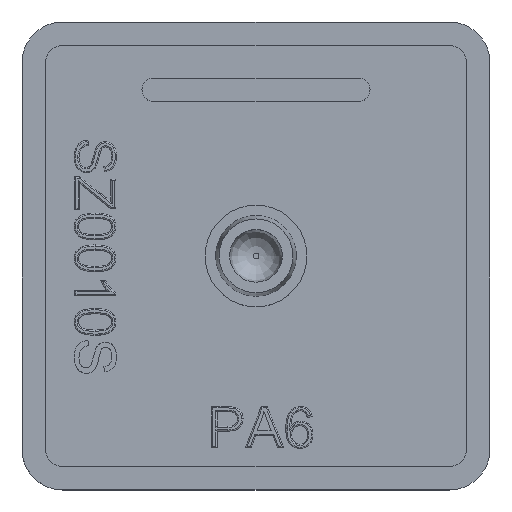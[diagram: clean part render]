
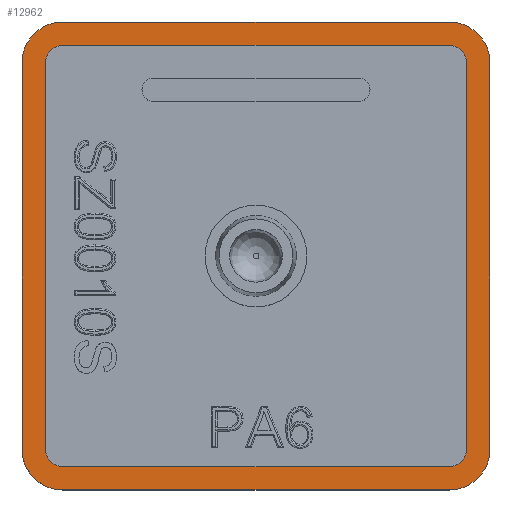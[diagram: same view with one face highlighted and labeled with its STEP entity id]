
A CAD part, top view. The second image highlights one B-rep face of the part: STEP entity #12962.
In plain terms, the highlighted planar face has unit normal (0, 0, 1).
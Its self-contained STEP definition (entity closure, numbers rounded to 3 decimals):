
#12322=CARTESIAN_POINT('',(-18.0,16.5,0.0));
#12323=VERTEX_POINT('',#12322);
#12330=CARTESIAN_POINT('',(-18.0,-16.5,0.0));
#12331=VERTEX_POINT('',#12330);
#12332=CARTESIAN_POINT('',(-18.0,-16.5,0.0));
#12333=DIRECTION('',(0.0,1.0,0.0));
#12334=VECTOR('',#12333,33.);
#12335=LINE('',#12332,#12334);
#12336=EDGE_CURVE('',#12331,#12323,#12335,.T.);
#12354=CARTESIAN_POINT('',(-16.5,-18.0,0.0));
#12355=VERTEX_POINT('',#12354);
#12356=CARTESIAN_POINT('',(-16.5,-16.5,0.0));
#12357=DIRECTION('',(0.0,0.0,-1.0));
#12358=DIRECTION('',(1.0,0.0,0.0));
#12359=AXIS2_PLACEMENT_3D('',#12356,#12357,#12358);
#12360=CIRCLE('',#12359,1.5);
#12361=EDGE_CURVE('',#12355,#12331,#12360,.T.);
#12379=CARTESIAN_POINT('',(16.5,-18.0,0.0));
#12380=VERTEX_POINT('',#12379);
#12381=CARTESIAN_POINT('',(16.5,-18.0,0.0));
#12382=DIRECTION('',(-1.0,0.0,0.0));
#12383=VECTOR('',#12382,33.);
#12384=LINE('',#12381,#12383);
#12385=EDGE_CURVE('',#12380,#12355,#12384,.T.);
#12403=CARTESIAN_POINT('',(18.0,-16.5,0.0));
#12404=VERTEX_POINT('',#12403);
#12405=CARTESIAN_POINT('',(16.5,-16.5,0.0));
#12406=DIRECTION('',(0.0,0.0,-1.0));
#12407=DIRECTION('',(0.0,1.0,0.0));
#12408=AXIS2_PLACEMENT_3D('',#12405,#12406,#12407);
#12409=CIRCLE('',#12408,1.5);
#12410=EDGE_CURVE('',#12404,#12380,#12409,.T.);
#12428=CARTESIAN_POINT('',(18.0,16.5,0.0));
#12429=VERTEX_POINT('',#12428);
#12430=CARTESIAN_POINT('',(18.0,16.5,0.0));
#12431=DIRECTION('',(0.0,-1.0,0.0));
#12432=VECTOR('',#12431,33.);
#12433=LINE('',#12430,#12432);
#12434=EDGE_CURVE('',#12429,#12404,#12433,.T.);
#12452=CARTESIAN_POINT('',(16.5,18.0,0.0));
#12453=VERTEX_POINT('',#12452);
#12454=CARTESIAN_POINT('',(16.5,16.5,0.0));
#12455=DIRECTION('',(0.0,0.0,-1.0));
#12456=DIRECTION('',(-1.0,0.0,0.0));
#12457=AXIS2_PLACEMENT_3D('',#12454,#12455,#12456);
#12458=CIRCLE('',#12457,1.5);
#12459=EDGE_CURVE('',#12453,#12429,#12458,.T.);
#12477=CARTESIAN_POINT('',(-16.5,18.0,0.0));
#12478=VERTEX_POINT('',#12477);
#12479=CARTESIAN_POINT('',(-16.5,18.0,0.0));
#12480=DIRECTION('',(1.0,0.0,0.0));
#12481=VECTOR('',#12480,33.);
#12482=LINE('',#12479,#12481);
#12483=EDGE_CURVE('',#12478,#12453,#12482,.T.);
#12501=CARTESIAN_POINT('',(-16.5,16.5,0.0));
#12502=DIRECTION('',(0.0,0.0,-1.0));
#12503=DIRECTION('',(0.0,-1.0,0.0));
#12504=AXIS2_PLACEMENT_3D('',#12501,#12502,#12503);
#12505=CIRCLE('',#12504,1.5);
#12506=EDGE_CURVE('',#12323,#12478,#12505,.T.);
#12759=CARTESIAN_POINT('',(-16.5,-20.0,0.0));
#12760=VERTEX_POINT('',#12759);
#12767=CARTESIAN_POINT('',(-20.,-16.5,0.0));
#12768=VERTEX_POINT('',#12767);
#12769=CARTESIAN_POINT('',(-16.5,-16.5,0.0));
#12770=DIRECTION('',(0.0,0.0,-1.0));
#12771=DIRECTION('',(-0.707,-0.707,0.0));
#12772=AXIS2_PLACEMENT_3D('',#12769,#12770,#12771);
#12773=CIRCLE('',#12772,3.5);
#12774=EDGE_CURVE('',#12760,#12768,#12773,.T.);
#12791=CARTESIAN_POINT('',(16.5,-20.0,0.0));
#12792=VERTEX_POINT('',#12791);
#12799=CARTESIAN_POINT('',(16.5,-20.0,0.0));
#12800=DIRECTION('',(-1.0,0.0,0.0));
#12801=VECTOR('',#12800,33.);
#12802=LINE('',#12799,#12801);
#12803=EDGE_CURVE('',#12792,#12760,#12802,.T.);
#12815=CARTESIAN_POINT('',(20.,-16.5,0.0));
#12816=VERTEX_POINT('',#12815);
#12823=CARTESIAN_POINT('',(16.5,-16.5,0.0));
#12824=DIRECTION('',(0.0,0.0,-1.0));
#12825=DIRECTION('',(0.707,-0.707,0.0));
#12826=AXIS2_PLACEMENT_3D('',#12823,#12824,#12825);
#12827=CIRCLE('',#12826,3.5);
#12828=EDGE_CURVE('',#12816,#12792,#12827,.T.);
#12840=CARTESIAN_POINT('',(20.,16.5,0.0));
#12841=VERTEX_POINT('',#12840);
#12848=CARTESIAN_POINT('',(20.,16.5,0.0));
#12849=DIRECTION('',(0.0,-1.0,0.0));
#12850=VECTOR('',#12849,33.0);
#12851=LINE('',#12848,#12850);
#12852=EDGE_CURVE('',#12841,#12816,#12851,.T.);
#12876=CARTESIAN_POINT('',(-20.,16.5,0.0));
#12877=VERTEX_POINT('',#12876);
#12884=CARTESIAN_POINT('',(-16.5,20.0,0.0));
#12885=VERTEX_POINT('',#12884);
#12886=CARTESIAN_POINT('',(-16.5,16.5,0.0));
#12887=DIRECTION('',(0.0,0.0,-1.0));
#12888=DIRECTION('',(-0.707,0.707,0.0));
#12889=AXIS2_PLACEMENT_3D('',#12886,#12887,#12888);
#12890=CIRCLE('',#12889,3.5);
#12891=EDGE_CURVE('',#12877,#12885,#12890,.T.);
#12909=CARTESIAN_POINT('',(16.5,20.0,0.0));
#12910=VERTEX_POINT('',#12909);
#12911=CARTESIAN_POINT('',(-16.5,20.0,0.0));
#12912=DIRECTION('',(1.0,0.0,0.0));
#12913=VECTOR('',#12912,33.);
#12914=LINE('',#12911,#12913);
#12915=EDGE_CURVE('',#12885,#12910,#12914,.T.);
#12926=CARTESIAN_POINT('',(0.0,0.,0.0));
#12927=DIRECTION('',(0.0,0.0,1.0));
#12928=DIRECTION('',(1.0,0.0,0.0));
#12929=AXIS2_PLACEMENT_3D('',#12926,#12927,#12928);
#12930=PLANE('',#12929);
#12931=ORIENTED_EDGE('',*,*,#12891,.F.);
#12932=CARTESIAN_POINT('',(-20.,-16.5,0.0));
#12933=DIRECTION('',(0.0,1.0,0.0));
#12934=VECTOR('',#12933,33.0);
#12935=LINE('',#12932,#12934);
#12936=EDGE_CURVE('',#12768,#12877,#12935,.T.);
#12937=ORIENTED_EDGE('',*,*,#12936,.F.);
#12938=ORIENTED_EDGE('',*,*,#12774,.F.);
#12939=ORIENTED_EDGE('',*,*,#12803,.F.);
#12940=ORIENTED_EDGE('',*,*,#12828,.F.);
#12941=ORIENTED_EDGE('',*,*,#12852,.F.);
#12942=CARTESIAN_POINT('',(16.5,16.5,0.0));
#12943=DIRECTION('',(0.0,0.0,-1.0));
#12944=DIRECTION('',(0.707,0.707,0.0));
#12945=AXIS2_PLACEMENT_3D('',#12942,#12943,#12944);
#12946=CIRCLE('',#12945,3.5);
#12947=EDGE_CURVE('',#12910,#12841,#12946,.T.);
#12948=ORIENTED_EDGE('',*,*,#12947,.F.);
#12949=ORIENTED_EDGE('',*,*,#12915,.F.);
#12950=EDGE_LOOP('',(#12931,#12937,#12938,#12939,#12940,#12941,#12948,#12949));
#12951=FACE_OUTER_BOUND('',#12950,.T.);
#12952=ORIENTED_EDGE('',*,*,#12336,.T.);
#12953=ORIENTED_EDGE('',*,*,#12506,.T.);
#12954=ORIENTED_EDGE('',*,*,#12483,.T.);
#12955=ORIENTED_EDGE('',*,*,#12459,.T.);
#12956=ORIENTED_EDGE('',*,*,#12434,.T.);
#12957=ORIENTED_EDGE('',*,*,#12410,.T.);
#12958=ORIENTED_EDGE('',*,*,#12385,.T.);
#12959=ORIENTED_EDGE('',*,*,#12361,.T.);
#12960=EDGE_LOOP('',(#12952,#12953,#12954,#12955,#12956,#12957,#12958,#12959));
#12961=FACE_BOUND('',#12960,.T.);
#12962=ADVANCED_FACE('',(#12951,#12961),#12930,.T.);
